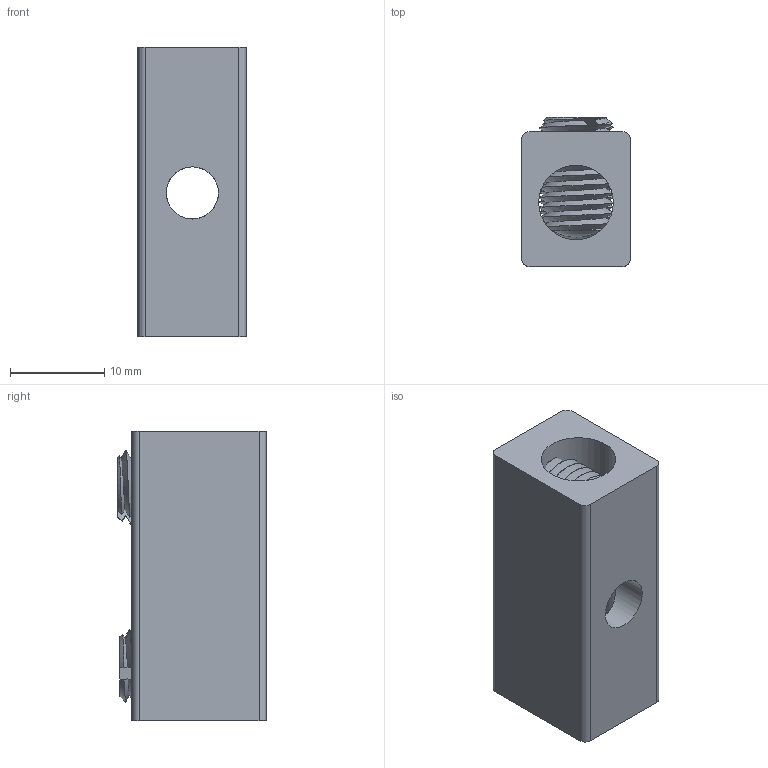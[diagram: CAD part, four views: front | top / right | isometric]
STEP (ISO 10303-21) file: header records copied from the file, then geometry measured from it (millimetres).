
FILE_DESCRIPTION((''),'2;1');
FILE_NAME('P2-Assembly.stp','2012-08-02T10:45:52',('cridley'),(''),'Autodesk Inventor 2011','Autodesk Inventor 2011','');
FILE_SCHEMA(('AUTOMOTIVE_DESIGN { 1 0 10303 214 1 1 1 1 }'));
Length unit declared in the file: inch
Products named in the file (3): P2-Assembly; P2; 10850
Assembly tree (3 placements, depth 2):
  P2-Assembly
    P2
    10850  x2
Bounding box: 11.51 x 15.8 x 30.73 mm (x, y, z)
Volume: 3953.8 mm3; surface area: 3821 mm2
Topology: 3 solids, 3 shells, 73 faces, 188 edges, 125 vertices
Faces by surface type: cylinder 21, plane 20, bspline 18, cone 12, sphere 2
Full cylindrical faces by diameter (mm): 5.537 x2, 6.782 x2, 7.925 x1
Entity records: 2863 total; most frequent: CARTESIAN_POINT 1740, ORIENTED_EDGE 222, DIRECTION 173, EDGE_CURVE 111, VERTEX_POINT 78, AXIS2_PLACEMENT_3D 72, EDGE_LOOP 71, B_SPLINE_CURVE_WITH_KNOTS 52
